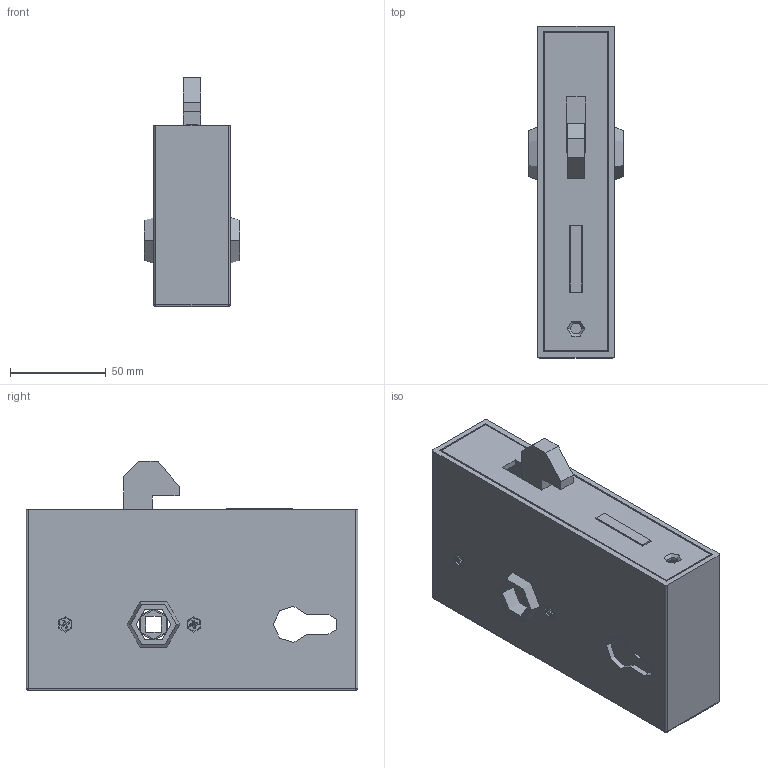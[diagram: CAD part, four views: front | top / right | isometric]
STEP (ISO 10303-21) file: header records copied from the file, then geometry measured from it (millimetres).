
FILE_DESCRIPTION (( 'STEP AP203' ), '1' );
FILE_NAME ('56509-240.STEP', '2021-03-23T13:17:36', ( '' ), ( '' ), 'SwSTEP 2.0', 'SolidWorks 2018', '' );
FILE_SCHEMA (( 'CONFIG_CONTROL_DESIGN' ));
Length unit declared in the file: millimetre
Products named in the file (14): DIN 965; DIN 965_DIN 965 M4x10; 56509-240 Teil1_56509-240 Teil1; 56509-240 Teil1; 56509-240 Teil3_56509-240 Teil3; 56509-240; 56509-240 Teil2_14530 Teil2; 56509-240 Teil2; 56509-240 Teil3
Assembly tree (12 placements, depth 2):
  56509-240 Teil1
  56509-240
    DIN 965
    DIN 965
    DIN 965
    DIN 965
  56509-240 Teil2
  56509-240 Teil2
  56509-240
    56509-240 Teil1_56509-240 Teil1
    56509-240 Teil2_14530 Teil2  x2
    56509-240 Teil3_56509-240 Teil3
    DIN 965_DIN 965 M4x10  x4
Bounding box: 50 x 173 x 119.5 mm (x, y, z)
Volume: 201802 mm3; surface area: 165576.1 mm2
Topology: 11 solids, 11 shells, 560 faces, 1439 edges, 936 vertices
Faces by surface type: plane 284, bspline 126, cylinder 104, cone 42, sphere 4
Entity records: 23317 total; most frequent: CARTESIAN_POINT 10931, ORIENTED_EDGE 2454, DIRECTION 1871, EDGE_CURVE 1227, LINE 803, VECTOR 803, VERTEX_POINT 802, EDGE_LOOP 547
